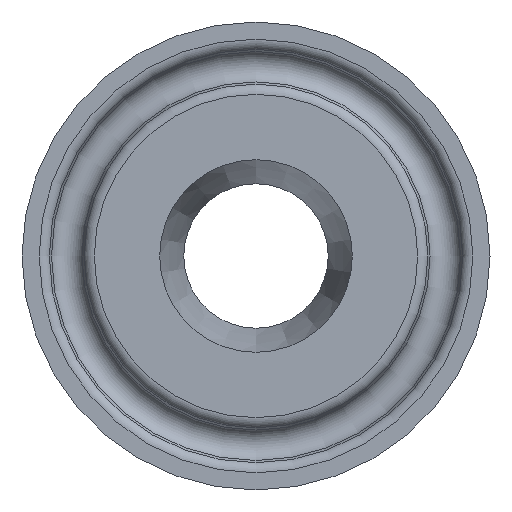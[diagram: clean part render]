
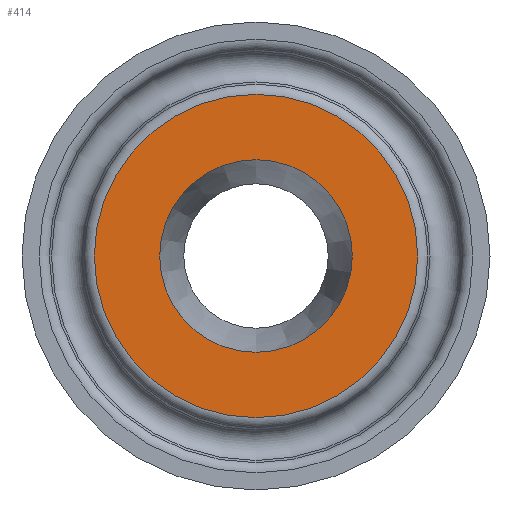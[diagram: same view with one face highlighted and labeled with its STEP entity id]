
A CAD part, left-side view. The second image highlights one B-rep face of the part: STEP entity #414.
In plain terms, the highlighted planar face has unit normal (-1, 0, 0).
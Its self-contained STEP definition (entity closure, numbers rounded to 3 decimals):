
#24=FACE_BOUND('',#111,.T.);
#28=PLANE('',#494);
#81=FACE_OUTER_BOUND('',#110,.T.);
#110=EDGE_LOOP('',(#341));
#111=EDGE_LOOP('',(#342));
#149=CIRCLE('',#487,11.747);
#155=CIRCLE('',#495,7.);
#191=VERTEX_POINT('',#752);
#196=VERTEX_POINT('',#766);
#241=EDGE_CURVE('',#191,#191,#149,.T.);
#248=EDGE_CURVE('',#196,#196,#155,.T.);
#341=ORIENTED_EDGE('',*,*,#241,.F.);
#342=ORIENTED_EDGE('',*,*,#248,.T.);
#414=ADVANCED_FACE('',(#81,#24),#28,.T.);
#487=AXIS2_PLACEMENT_3D('',#753,#611,#612);
#494=AXIS2_PLACEMENT_3D('',#765,#626,#627);
#495=AXIS2_PLACEMENT_3D('',#767,#628,#629);
#611=DIRECTION('center_axis',(1.,0.,0.));
#612=DIRECTION('ref_axis',(0.,-1.,0.));
#626=DIRECTION('center_axis',(-1.,0.,0.));
#627=DIRECTION('ref_axis',(0.,0.,1.));
#628=DIRECTION('center_axis',(1.,0.,0.));
#629=DIRECTION('ref_axis',(0.,0.,-1.));
#752=CARTESIAN_POINT('',(-17.,0.,-11.747));
#753=CARTESIAN_POINT('Origin',(-17.,0.,0.));
#765=CARTESIAN_POINT('Origin',(-17.,0.,-17.));
#766=CARTESIAN_POINT('',(-17.,7.,0.));
#767=CARTESIAN_POINT('Origin',(-17.,0.,0.));
